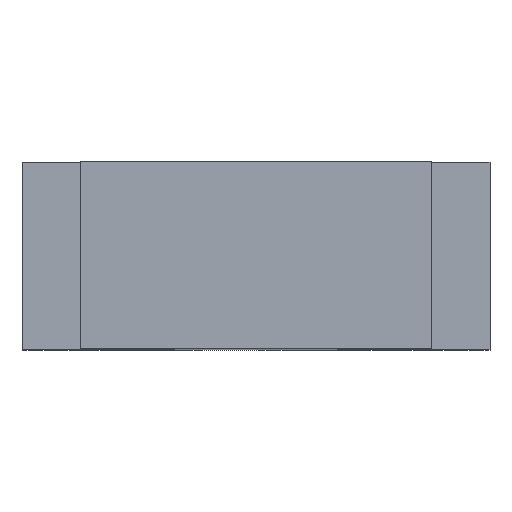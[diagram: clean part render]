
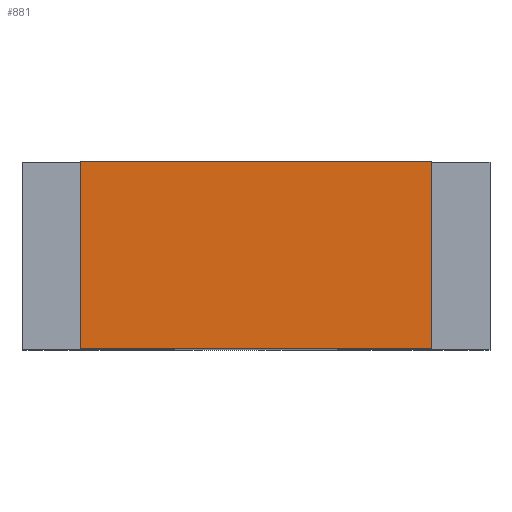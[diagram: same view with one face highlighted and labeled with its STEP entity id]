
A CAD part, top view. The second image highlights one B-rep face of the part: STEP entity #881.
In plain terms, the highlighted planar face has unit normal (0, 0, 1).
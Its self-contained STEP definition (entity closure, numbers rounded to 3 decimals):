
#35=PLANE('',#923);
#83=FACE_OUTER_BOUND('',#134,.T.);
#134=EDGE_LOOP('',(#772,#773,#774,#775));
#190=LINE('',#1481,#267);
#205=LINE('',#1513,#282);
#213=LINE('',#1529,#290);
#214=LINE('',#1531,#291);
#267=VECTOR('',#1001,10.);
#282=VECTOR('',#1024,10.);
#290=VECTOR('',#1038,10.);
#291=VECTOR('',#1041,10.);
#413=VERTEX_POINT('',#1478);
#414=VERTEX_POINT('',#1480);
#426=VERTEX_POINT('',#1510);
#427=VERTEX_POINT('',#1512);
#528=EDGE_CURVE('',#413,#414,#190,.T.);
#544=EDGE_CURVE('',#426,#427,#205,.T.);
#553=EDGE_CURVE('',#426,#414,#213,.F.);
#554=EDGE_CURVE('',#427,#413,#214,.T.);
#772=ORIENTED_EDGE('',*,*,#544,.F.);
#773=ORIENTED_EDGE('',*,*,#553,.T.);
#774=ORIENTED_EDGE('',*,*,#528,.F.);
#775=ORIENTED_EDGE('',*,*,#554,.F.);
#881=ADVANCED_FACE('',(#83),#35,.T.);
#923=AXIS2_PLACEMENT_3D('',#1530,#1039,#1040);
#1001=DIRECTION('',(-1.,0.,0.));
#1024=DIRECTION('',(1.,0.,0.));
#1038=DIRECTION('',(0.,1.,0.));
#1039=DIRECTION('center_axis',(0.,0.,1.));
#1040=DIRECTION('ref_axis',(-1.,0.,0.));
#1041=DIRECTION('',(0.,-1.,0.));
#1478=CARTESIAN_POINT('',(7.5,-17.,14.5));
#1480=CARTESIAN_POINT('',(-7.5,-17.,14.5));
#1481=CARTESIAN_POINT('',(-10.,-17.,14.5));
#1510=CARTESIAN_POINT('',(-7.5,-9.,14.5));
#1512=CARTESIAN_POINT('',(7.5,-9.,14.5));
#1513=CARTESIAN_POINT('',(-10.,-9.,14.5));
#1529=CARTESIAN_POINT('',(-7.5,-9.,14.5));
#1530=CARTESIAN_POINT('Origin',(10.,-9.,14.5));
#1531=CARTESIAN_POINT('',(7.5,-9.,14.5));
